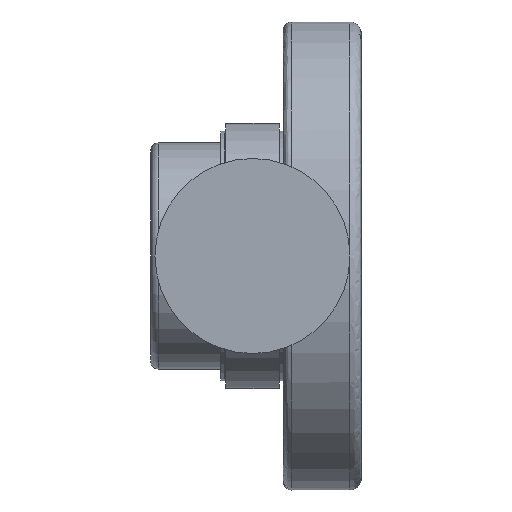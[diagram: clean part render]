
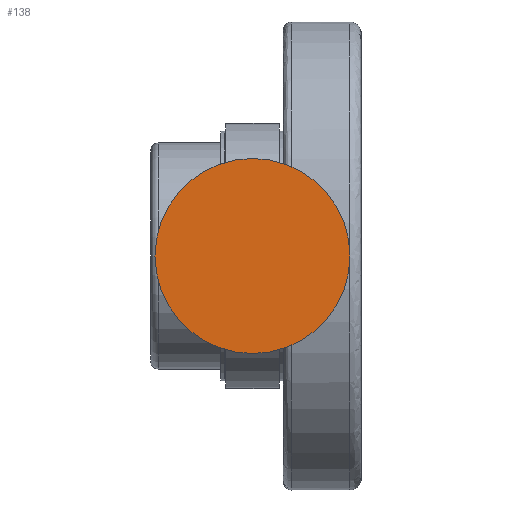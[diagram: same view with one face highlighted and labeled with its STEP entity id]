
A CAD part, left-side view. The second image highlights one B-rep face of the part: STEP entity #138.
In plain terms, the highlighted face is planar.
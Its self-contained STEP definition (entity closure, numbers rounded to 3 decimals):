
#39=CARTESIAN_POINT('',(0.,0.,-10.));
#40=DIRECTION('',(0.,0.,1.));
#41=DIRECTION('',(0.,-1.,0.));
#42=AXIS2_PLACEMENT_3D('',#39,#40,#41);
#44=CARTESIAN_POINT('',(0.,0.,-10.));
#45=DIRECTION('',(0.,0.,-1.));
#46=DIRECTION('',(0.,-1.,0.));
#47=AXIS2_PLACEMENT_3D('',#44,#45,#46);
#49=CARTESIAN_POINT('',(0.,-25.,-10.));
#50=CARTESIAN_POINT('',(0.,25.,-10.));
#51=VERTEX_POINT('',#49);
#52=VERTEX_POINT('',#50);
#129=CARTESIAN_POINT('',(0.,0.,-10.));
#130=DIRECTION('',(0.,0.,1.));
#131=DIRECTION('',(0.,1.,0.));
#132=AXIS2_PLACEMENT_3D('',#129,#130,#131);
#133=PLANE('',#132);
#134=ORIENTED_EDGE('',*,*,#95,.T.);
#135=ORIENTED_EDGE('',*,*,#112,.F.);
#136=EDGE_LOOP('',(#134,#135));
#137=FACE_OUTER_BOUND('',#136,.F.);
#138=ADVANCED_FACE('',(#137),#133,.F.);
#43=CIRCLE('',#42,25.);
#48=CIRCLE('',#47,25.);
#95=EDGE_CURVE('',#51,#52,#43,.T.);
#112=EDGE_CURVE('',#51,#52,#48,.T.);
